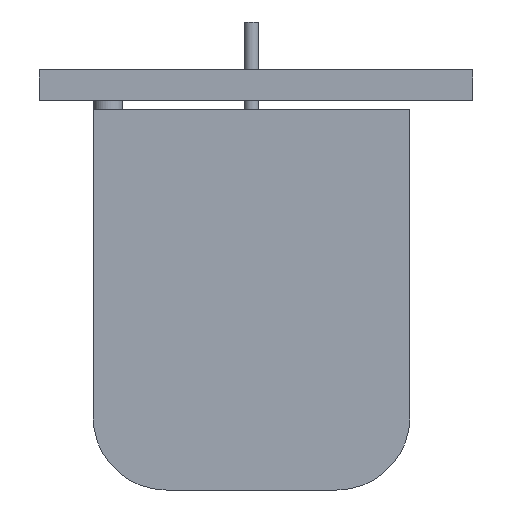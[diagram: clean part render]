
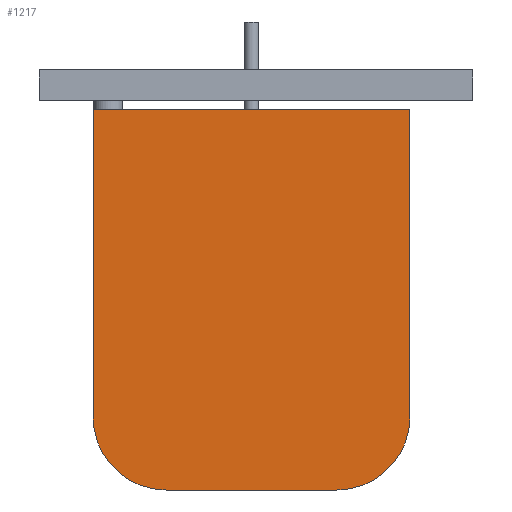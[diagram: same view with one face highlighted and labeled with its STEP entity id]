
A CAD part, left-side view. The second image highlights one B-rep face of the part: STEP entity #1217.
In plain terms, the highlighted planar face has unit normal (-1, 0, 0).
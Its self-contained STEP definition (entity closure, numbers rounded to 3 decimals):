
#1079 = VERTEX_POINT('',#1080);
#1080 = CARTESIAN_POINT('',(-29.477,8.489,-2.08));
#1086 = EDGE_CURVE('',#1087,#1079,#1089,.T.);
#1087 = VERTEX_POINT('',#1088);
#1088 = CARTESIAN_POINT('',(-29.477,-8.021,-2.08));
#1089 = LINE('',#1090,#1091);
#1090 = CARTESIAN_POINT('',(-29.477,8.489,-2.08));
#1091 = VECTOR('',#1092,1.);
#1092 = DIRECTION('',(0.,1.,0.));
#1197 = EDGE_CURVE('',#1198,#1087,#1200,.T.);
#1198 = VERTEX_POINT('',#1199);
#1199 = CARTESIAN_POINT('',(-29.477,-8.021,-18.082));
#1200 = LINE('',#1201,#1202);
#1201 = CARTESIAN_POINT('',(-29.477,-8.021,-21.892));
#1202 = VECTOR('',#1203,1.);
#1203 = DIRECTION('',(0.,0.,1.));
#1217 = ADVANCED_FACE('',(#1218),#1254,.F.);
#1218 = FACE_BOUND('',#1219,.T.);
#1219 = EDGE_LOOP('',(#1220,#1228,#1237,#1245,#1252,#1253));
#1220 = ORIENTED_EDGE('',*,*,#1221,.F.);
#1221 = EDGE_CURVE('',#1222,#1079,#1224,.T.);
#1222 = VERTEX_POINT('',#1223);
#1223 = CARTESIAN_POINT('',(-29.477,8.489,-18.082));
#1224 = LINE('',#1225,#1226);
#1225 = CARTESIAN_POINT('',(-29.477,8.489,-21.892));
#1226 = VECTOR('',#1227,1.);
#1227 = DIRECTION('',(0.,0.,1.));
#1228 = ORIENTED_EDGE('',*,*,#1229,.T.);
#1229 = EDGE_CURVE('',#1222,#1230,#1232,.T.);
#1230 = VERTEX_POINT('',#1231);
#1231 = CARTESIAN_POINT('',(-29.477,4.679,-21.892));
#1232 = CIRCLE('',#1233,3.81);
#1233 = AXIS2_PLACEMENT_3D('',#1234,#1235,#1236);
#1234 = CARTESIAN_POINT('',(-29.477,4.679,-18.082));
#1235 = DIRECTION('',(-1.,0.,0.));
#1236 = DIRECTION('',(0.,-1.,0.));
#1237 = ORIENTED_EDGE('',*,*,#1238,.F.);
#1238 = EDGE_CURVE('',#1239,#1230,#1241,.T.);
#1239 = VERTEX_POINT('',#1240);
#1240 = CARTESIAN_POINT('',(-29.477,-4.211,-21.892));
#1241 = LINE('',#1242,#1243);
#1242 = CARTESIAN_POINT('',(-29.477,8.489,-21.892));
#1243 = VECTOR('',#1244,1.);
#1244 = DIRECTION('',(0.,1.,0.));
#1245 = ORIENTED_EDGE('',*,*,#1246,.T.);
#1246 = EDGE_CURVE('',#1239,#1198,#1247,.T.);
#1247 = CIRCLE('',#1248,3.81);
#1248 = AXIS2_PLACEMENT_3D('',#1249,#1250,#1251);
#1249 = CARTESIAN_POINT('',(-29.477,-4.211,-18.082));
#1250 = DIRECTION('',(-1.,0.,0.));
#1251 = DIRECTION('',(0.,-1.,0.));
#1252 = ORIENTED_EDGE('',*,*,#1197,.T.);
#1253 = ORIENTED_EDGE('',*,*,#1086,.T.);
#1254 = PLANE('',#1255);
#1255 = AXIS2_PLACEMENT_3D('',#1256,#1257,#1258);
#1256 = CARTESIAN_POINT('',(-29.477,8.489,-21.892));
#1257 = DIRECTION('',(1.,0.,0.));
#1258 = DIRECTION('',(0.,-1.,0.));
